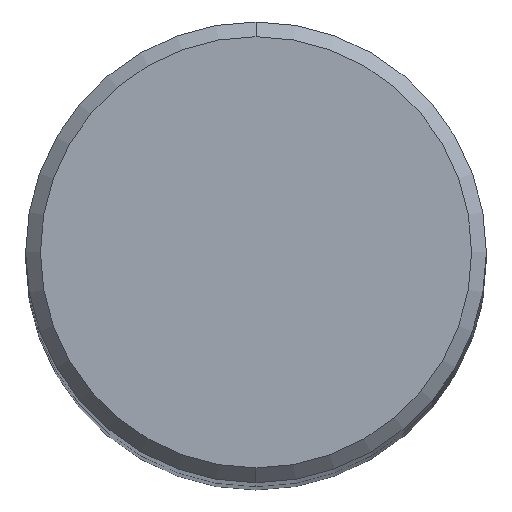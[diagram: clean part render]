
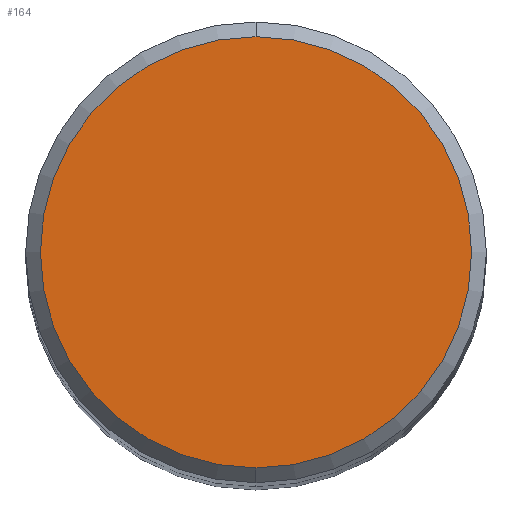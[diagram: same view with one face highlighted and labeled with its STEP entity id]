
A CAD part, top view. The second image highlights one B-rep face of the part: STEP entity #164.
In plain terms, the highlighted planar face has unit normal (0, 0, 1).
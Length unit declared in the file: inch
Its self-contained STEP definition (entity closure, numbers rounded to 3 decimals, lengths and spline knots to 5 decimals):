
#3 = EDGE_LOOP ( 'NONE', ( #315, #80 ) ) ;
#45 = AXIS2_PLACEMENT_3D ( 'NONE', #229, #353, #287 ) ;
#80 = ORIENTED_EDGE ( 'NONE', *, *, #122, .T. ) ;
#82 = EDGE_CURVE ( 'NONE', #256, #156, #143, .T. ) ;
#99 = DIRECTION ( 'NONE',  ( 0., -1., 0. ) ) ;
#108 = DIRECTION ( 'NONE',  ( 0., 0., -1. ) ) ;
#122 = EDGE_CURVE ( 'NONE', #156, #256, #373, .T. ) ;
#124 = AXIS2_PLACEMENT_3D ( 'NONE', #268, #108, #384 ) ;
#138 = CARTESIAN_POINT ( 'NONE',  ( 0., -0.2925, 0. ) ) ;
#139 = FACE_OUTER_BOUND ( 'NONE', #3, .T. ) ;
#143 = CIRCLE ( 'NONE', #45, 0.2925 ) ;
#156 = VERTEX_POINT ( 'NONE', #138 ) ;
#164 = ADVANCED_FACE ( 'NONE', ( #139 ), #269, .F. ) ;
#165 = DIRECTION ( 'NONE',  ( 0., 0., 1. ) ) ;
#198 = CARTESIAN_POINT ( 'NONE',  ( 0., 0., 0. ) ) ;
#208 = CARTESIAN_POINT ( 'NONE',  ( 0., 0.2925, 0. ) ) ;
#229 = CARTESIAN_POINT ( 'NONE',  ( 0., 0., 0. ) ) ;
#256 = VERTEX_POINT ( 'NONE', #208 ) ;
#268 = CARTESIAN_POINT ( 'NONE',  ( 0., 0.2925, 0. ) ) ;
#269 = PLANE ( 'NONE',  #124 ) ;
#287 = DIRECTION ( 'NONE',  ( 0., -1., 0. ) ) ;
#315 = ORIENTED_EDGE ( 'NONE', *, *, #82, .T. ) ;
#353 = DIRECTION ( 'NONE',  ( 0., 0., 1. ) ) ;
#373 = CIRCLE ( 'NONE', #403, 0.2925 ) ;
#384 = DIRECTION ( 'NONE',  ( 0., 1., 0. ) ) ;
#403 = AXIS2_PLACEMENT_3D ( 'NONE', #198, #165, #99 ) ;
